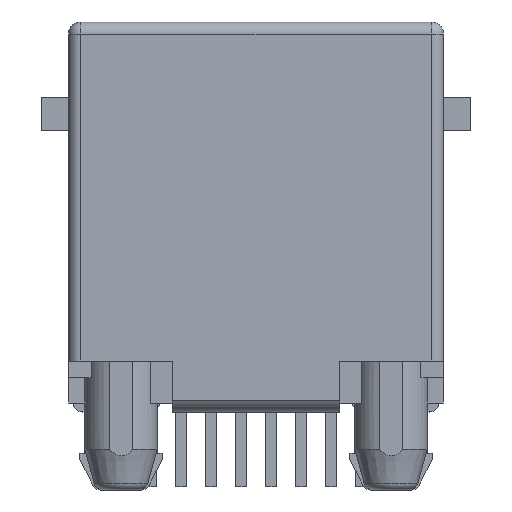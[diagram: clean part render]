
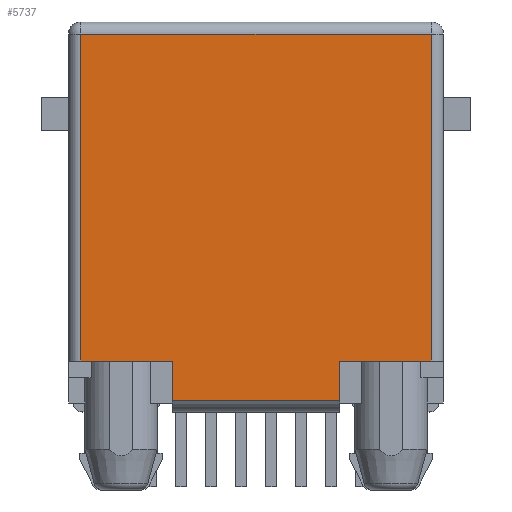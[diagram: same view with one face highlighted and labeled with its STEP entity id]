
A CAD part, front view. The second image highlights one B-rep face of the part: STEP entity #5737.
In plain terms, the highlighted planar face has unit normal (0, -1, 0).
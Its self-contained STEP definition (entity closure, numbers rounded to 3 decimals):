
#1730=DIRECTION('',(1.,0.,0.));
#1731=VECTOR('',#1730,7.112);
#1732=CARTESIAN_POINT('',(-3.556,-8.319,-16.042));
#1733=LINE('',#1732,#1731);
#1739=DIRECTION('',(-1.,0.,0.));
#1740=VECTOR('',#1739,14.859);
#1741=CARTESIAN_POINT('',(7.43,-8.319,-0.508));
#1742=LINE('',#1741,#1740);
#1743=DIRECTION('',(0.,0.,-1.));
#1744=VECTOR('',#1743,13.843);
#1745=CARTESIAN_POINT('',(7.43,-8.319,-0.508));
#1746=LINE('',#1745,#1744);
#1747=DIRECTION('',(1.,0.,0.));
#1748=VECTOR('',#1747,3.874);
#1749=CARTESIAN_POINT('',(3.556,-8.319,-14.351));
#1750=LINE('',#1749,#1748);
#1751=DIRECTION('',(0.,0.,1.));
#1752=VECTOR('',#1751,1.691);
#1753=CARTESIAN_POINT('',(3.556,-8.319,-16.042));
#1754=LINE('',#1753,#1752);
#1755=DIRECTION('',(0.,0.,1.));
#1756=VECTOR('',#1755,1.691);
#1757=CARTESIAN_POINT('',(-3.556,-8.319,-16.042));
#1758=LINE('',#1757,#1756);
#1759=DIRECTION('',(1.,0.,0.));
#1760=VECTOR('',#1759,3.874);
#1761=CARTESIAN_POINT('',(-7.43,-8.319,-14.351));
#1762=LINE('',#1761,#1760);
#1763=DIRECTION('',(0.,0.,1.));
#1764=VECTOR('',#1763,13.843);
#1765=CARTESIAN_POINT('',(-7.43,-8.319,-14.351));
#1766=LINE('',#1765,#1764);
#3174=CARTESIAN_POINT('',(-3.556,-8.319,-16.042));
#3175=CARTESIAN_POINT('',(-3.556,-8.319,-14.351));
#3176=VERTEX_POINT('',#3174);
#3177=VERTEX_POINT('',#3175);
#3178=CARTESIAN_POINT('',(3.556,-8.319,-16.042));
#3179=CARTESIAN_POINT('',(3.556,-8.319,-14.351));
#3180=VERTEX_POINT('',#3178);
#3181=VERTEX_POINT('',#3179);
#3519=CARTESIAN_POINT('',(7.43,-8.319,-14.351));
#3521=VERTEX_POINT('',#3519);
#3522=CARTESIAN_POINT('',(-7.43,-8.319,-14.351));
#3524=VERTEX_POINT('',#3522);
#3955=CARTESIAN_POINT('',(7.43,-8.319,-0.508));
#3957=VERTEX_POINT('',#3955);
#3958=CARTESIAN_POINT('',(-7.43,-8.319,-0.508));
#3959=VERTEX_POINT('',#3958);
#5720=CARTESIAN_POINT('',(-7.938,-8.319,0.));
#5721=DIRECTION('',(0.,-1.,0.));
#5722=DIRECTION('',(0.,0.,-1.));
#5723=AXIS2_PLACEMENT_3D('',#5720,#5721,#5722);
#5724=PLANE('',#5723);
#5726=ORIENTED_EDGE('',*,*,#5725,.F.);
#5727=ORIENTED_EDGE('',*,*,#4261,.T.);
#5728=ORIENTED_EDGE('',*,*,#4310,.F.);
#5729=ORIENTED_EDGE('',*,*,#5687,.F.);
#5730=ORIENTED_EDGE('',*,*,#5700,.F.);
#5731=ORIENTED_EDGE('',*,*,#5714,.T.);
#5732=ORIENTED_EDGE('',*,*,#4294,.F.);
#5734=ORIENTED_EDGE('',*,*,#5733,.T.);
#5735=EDGE_LOOP('',(#5726,#5727,#5728,#5729,#5730,#5731,#5732,#5734));
#5736=FACE_OUTER_BOUND('',#5735,.F.);
#4261=EDGE_CURVE('',#3957,#3521,#1746,.T.);
#4294=EDGE_CURVE('',#3524,#3177,#1762,.T.);
#4310=EDGE_CURVE('',#3181,#3521,#1750,.T.);
#5687=EDGE_CURVE('',#3180,#3181,#1754,.T.);
#5700=EDGE_CURVE('',#3176,#3180,#1733,.T.);
#5714=EDGE_CURVE('',#3176,#3177,#1758,.T.);
#5725=EDGE_CURVE('',#3957,#3959,#1742,.T.);
#5733=EDGE_CURVE('',#3524,#3959,#1766,.T.);
#5737=ADVANCED_FACE('',(#5736),#5724,.T.);
